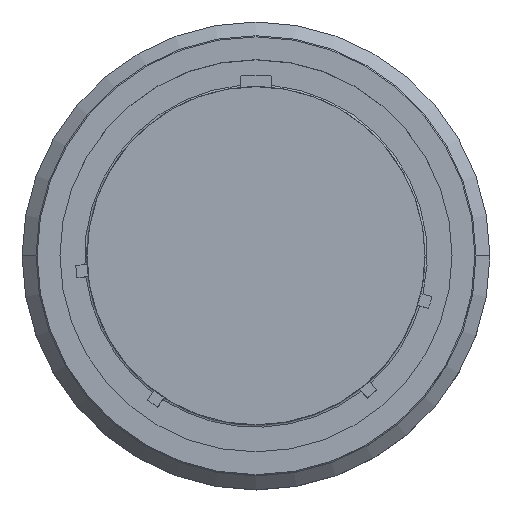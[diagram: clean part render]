
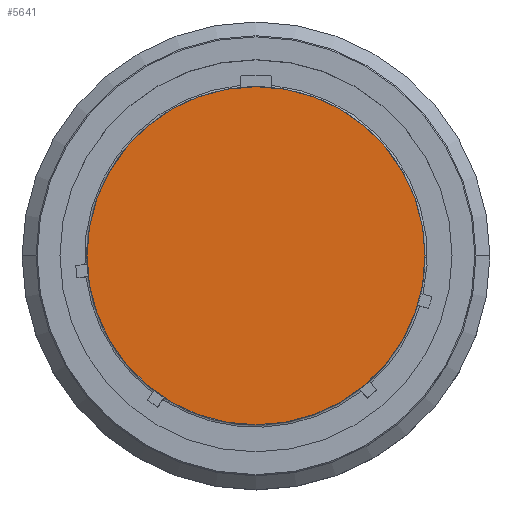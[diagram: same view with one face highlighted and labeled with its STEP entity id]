
A CAD part, top view. The second image highlights one B-rep face of the part: STEP entity #5641.
In plain terms, the highlighted planar face has unit normal (0, 0, 1).
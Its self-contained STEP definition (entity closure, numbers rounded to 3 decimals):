
#2199=CARTESIAN_POINT('',(0.,0.,11.52));
#2200=DIRECTION('',(0.,0.,1.));
#2201=DIRECTION('',(1.,0.,0.));
#2202=AXIS2_PLACEMENT_3D('',#2199,#2200,#2201);
#2204=CARTESIAN_POINT('',(0.,0.,11.52));
#2205=DIRECTION('',(0.,0.,-1.));
#2206=DIRECTION('',(1.,0.,0.));
#2207=AXIS2_PLACEMENT_3D('',#2204,#2205,#2206);
#2209=CARTESIAN_POINT('',(15.175,0.,11.52));
#2210=CARTESIAN_POINT('',(-15.175,0.,11.52));
#2211=VERTEX_POINT('',#2209);
#2212=VERTEX_POINT('',#2210);
#5632=CARTESIAN_POINT('',(0.,0.,11.52));
#5633=DIRECTION('',(0.,0.,-1.));
#5634=DIRECTION('',(-1.,0.,0.));
#5635=AXIS2_PLACEMENT_3D('',#5632,#5633,#5634);
#5636=PLANE('',#5635);
#5637=ORIENTED_EDGE('',*,*,#5471,.F.);
#5638=ORIENTED_EDGE('',*,*,#5576,.T.);
#5639=EDGE_LOOP('',(#5637,#5638));
#5640=FACE_OUTER_BOUND('',#5639,.F.);
#5641=ADVANCED_FACE('',(#5640),#5636,.F.);
#2203=CIRCLE('',#2202,15.175);
#2208=CIRCLE('',#2207,15.175);
#5471=EDGE_CURVE('',#2211,#2212,#2203,.T.);
#5576=EDGE_CURVE('',#2211,#2212,#2208,.T.);
